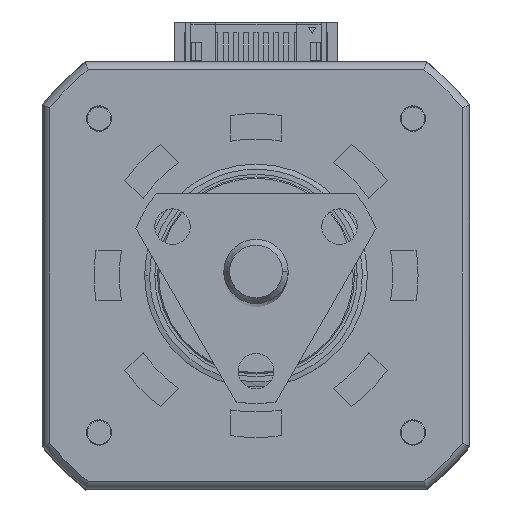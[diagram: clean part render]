
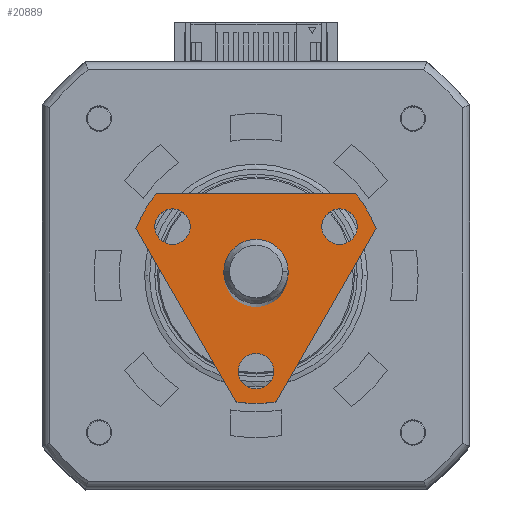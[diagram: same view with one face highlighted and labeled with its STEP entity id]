
A CAD part, top view. The second image highlights one B-rep face of the part: STEP entity #20889.
In plain terms, the highlighted planar face has unit normal (0, 0, 1).
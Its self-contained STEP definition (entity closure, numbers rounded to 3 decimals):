
#145 = DIRECTION ( 'NONE',  ( 0., 0., 1. ) ) ;
#295 = DIRECTION ( 'NONE',  ( -1., 0., 0. ) ) ;
#418 = AXIS2_PLACEMENT_3D ( 'NONE', #2144, #13451, #4956 ) ;
#1349 = VECTOR ( 'NONE', #8101, 1000. ) ;
#1484 = EDGE_CURVE ( 'NONE', #6944, #23426, #21045, .T. ) ;
#1489 = CIRCLE ( 'NONE', #24404, 12.7 ) ;
#2086 = CARTESIAN_POINT ( 'NONE',  ( 12.542, -1.996, 42.5 ) ) ;
#2144 = CARTESIAN_POINT ( 'NONE',  ( 9.525, 0., 42.5 ) ) ;
#2363 = CIRCLE ( 'NONE', #18757, 12.7 ) ;
#2428 = EDGE_CURVE ( 'NONE', #25456, #3355, #4349, .T. ) ;
#2514 = VECTOR ( 'NONE', #2644, 1000. ) ;
#2644 = DIRECTION ( 'NONE',  ( 0.866, -0.5, 0. ) ) ;
#2839 = CARTESIAN_POINT ( 'NONE',  ( 0., 0., 42.5 ) ) ;
#3355 = VERTEX_POINT ( 'NONE', #17389 ) ;
#3473 = CARTESIAN_POINT ( 'NONE',  ( 12.542, -1.996, 42.5 ) ) ;
#3683 = ORIENTED_EDGE ( 'NONE', *, *, #33791, .F. ) ;
#3874 = CARTESIAN_POINT ( 'NONE',  ( 0., 0., 42.5 ) ) ;
#4270 = ORIENTED_EDGE ( 'NONE', *, *, #17345, .F. ) ;
#4349 = CIRCLE ( 'NONE', #13252, 3. ) ;
#4732 = EDGE_CURVE ( 'NONE', #3355, #25456, #12439, .T. ) ;
#4956 = DIRECTION ( 'NONE',  ( -1., 0., 0. ) ) ;
#5047 = AXIS2_PLACEMENT_3D ( 'NONE', #18282, #32148, #29112 ) ;
#5793 = CARTESIAN_POINT ( 'NONE',  ( 11.275, 0., 42.5 ) ) ;
#5926 = AXIS2_PLACEMENT_3D ( 'NONE', #15247, #6777, #20766 ) ;
#5929 = VECTOR ( 'NONE', #34712, 1000. ) ;
#6196 = VERTEX_POINT ( 'NONE', #17159 ) ;
#6365 = ORIENTED_EDGE ( 'NONE', *, *, #22329, .F. ) ;
#6470 = DIRECTION ( 'NONE',  ( 0., 0., 1. ) ) ;
#6499 = VERTEX_POINT ( 'NONE', #14941 ) ;
#6681 = ORIENTED_EDGE ( 'NONE', *, *, #13378, .F. ) ;
#6777 = DIRECTION ( 'NONE',  ( 0., 0., -1. ) ) ;
#6866 = CIRCLE ( 'NONE', #22487, 12.7 ) ;
#6944 = VERTEX_POINT ( 'NONE', #5793 ) ;
#7163 = EDGE_LOOP ( 'NONE', ( #6365, #15774 ) ) ;
#7236 = CARTESIAN_POINT ( 'NONE',  ( 0., 0., 42.5 ) ) ;
#7321 = CARTESIAN_POINT ( 'NONE',  ( 7.775, 0., 42.5 ) ) ;
#7391 = ORIENTED_EDGE ( 'NONE', *, *, #4732, .F. ) ;
#7741 = CARTESIAN_POINT ( 'NONE',  ( -4.542, 11.86, 42.5 ) ) ;
#8101 = DIRECTION ( 'NONE',  ( -0.866, -0.5, 0. ) ) ;
#8512 = AXIS2_PLACEMENT_3D ( 'NONE', #20641, #34652, #9596 ) ;
#8727 = EDGE_CURVE ( 'NONE', #24542, #6196, #19410, .T. ) ;
#9000 = AXIS2_PLACEMENT_3D ( 'NONE', #16798, #145, #28201 ) ;
#9596 = DIRECTION ( 'NONE',  ( -1., 0., 0. ) ) ;
#9805 = CARTESIAN_POINT ( 'NONE',  ( -8., 9.864, 42.5 ) ) ;
#9834 = EDGE_CURVE ( 'NONE', #15854, #28774, #6866, .T. ) ;
#9974 = LINE ( 'NONE', #19465, #2514 ) ;
#9981 = CIRCLE ( 'NONE', #418, 1.75 ) ;
#9988 = CARTESIAN_POINT ( 'NONE',  ( 12.542, 1.996, 42.5 ) ) ;
#10039 = ORIENTED_EDGE ( 'NONE', *, *, #23325, .F. ) ;
#10489 = DIRECTION ( 'NONE',  ( -1., 0., 0. ) ) ;
#10910 = DIRECTION ( 'NONE',  ( -1., 0., 0. ) ) ;
#11921 = ORIENTED_EDGE ( 'NONE', *, *, #8727, .F. ) ;
#12140 = VERTEX_POINT ( 'NONE', #9988 ) ;
#12300 = DIRECTION ( 'NONE',  ( 1., 0., 0. ) ) ;
#12439 = CIRCLE ( 'NONE', #9000, 3. ) ;
#13252 = AXIS2_PLACEMENT_3D ( 'NONE', #3874, #6470, #29284 ) ;
#13368 = EDGE_CURVE ( 'NONE', #12140, #6499, #2363, .T. ) ;
#13378 = EDGE_CURVE ( 'NONE', #6196, #32036, #1489, .T. ) ;
#13451 = DIRECTION ( 'NONE',  ( 0., 0., 1. ) ) ;
#13597 = FACE_BOUND ( 'NONE', #26192, .T. ) ;
#13614 = DIRECTION ( 'NONE',  ( 0., 0., 1. ) ) ;
#13622 = CIRCLE ( 'NONE', #8512, 1.75 ) ;
#14262 = DIRECTION ( 'NONE',  ( 0., 0., -1. ) ) ;
#14297 = ORIENTED_EDGE ( 'NONE', *, *, #2428, .F. ) ;
#14663 = VERTEX_POINT ( 'NONE', #20691 ) ;
#14679 = DIRECTION ( 'NONE',  ( 1., 0., 0. ) ) ;
#14941 = CARTESIAN_POINT ( 'NONE',  ( 12.7, 0., 42.5 ) ) ;
#15247 = CARTESIAN_POINT ( 'NONE',  ( 0., 0., 42.5 ) ) ;
#15774 = ORIENTED_EDGE ( 'NONE', *, *, #17340, .F. ) ;
#15792 = AXIS2_PLACEMENT_3D ( 'NONE', #23646, #31874, #24260 ) ;
#15854 = VERTEX_POINT ( 'NONE', #9805 ) ;
#16161 = CARTESIAN_POINT ( 'NONE',  ( 3., 0., 42.5 ) ) ;
#16212 = FACE_BOUND ( 'NONE', #7163, .T. ) ;
#16470 = CARTESIAN_POINT ( 'NONE',  ( -6.512, 8.249, 42.5 ) ) ;
#16642 = FACE_OUTER_BOUND ( 'NONE', #23731, .T. ) ;
#16798 = CARTESIAN_POINT ( 'NONE',  ( 0., 0., 42.5 ) ) ;
#16949 = PLANE ( 'NONE',  #31611 ) ;
#17159 = CARTESIAN_POINT ( 'NONE',  ( -4.542, -11.86, 42.5 ) ) ;
#17224 = AXIS2_PLACEMENT_3D ( 'NONE', #18696, #24209, #10489 ) ;
#17340 = EDGE_CURVE ( 'NONE', #18594, #14663, #13622, .T. ) ;
#17345 = EDGE_CURVE ( 'NONE', #6499, #24542, #32024, .T. ) ;
#17389 = CARTESIAN_POINT ( 'NONE',  ( -3., 0., 42.5 ) ) ;
#18282 = CARTESIAN_POINT ( 'NONE',  ( -4.762, -8.249, 42.5 ) ) ;
#18435 = EDGE_CURVE ( 'NONE', #20625, #18482, #24515, .T. ) ;
#18482 = VERTEX_POINT ( 'NONE', #35205 ) ;
#18594 = VERTEX_POINT ( 'NONE', #28727 ) ;
#18696 = CARTESIAN_POINT ( 'NONE',  ( 9.525, 0., 42.5 ) ) ;
#18757 = AXIS2_PLACEMENT_3D ( 'NONE', #21216, #34869, #26373 ) ;
#19410 = LINE ( 'NONE', #2086, #1349 ) ;
#19465 = CARTESIAN_POINT ( 'NONE',  ( -4.542, 11.86, 42.5 ) ) ;
#20625 = VERTEX_POINT ( 'NONE', #16470 ) ;
#20641 = CARTESIAN_POINT ( 'NONE',  ( -4.762, -8.249, 42.5 ) ) ;
#20691 = CARTESIAN_POINT ( 'NONE',  ( -6.512, -8.249, 42.5 ) ) ;
#20766 = DIRECTION ( 'NONE',  ( 1., 0., 0. ) ) ;
#20788 = ORIENTED_EDGE ( 'NONE', *, *, #34957, .F. ) ;
#20834 = CARTESIAN_POINT ( 'NONE',  ( -8., 0., 42.5 ) ) ;
#20889 = ADVANCED_FACE ( 'NONE', ( #16642, #13597, #31144, #16212, #35082 ), #16949, .F. ) ;
#21045 = CIRCLE ( 'NONE', #17224, 1.75 ) ;
#21216 = CARTESIAN_POINT ( 'NONE',  ( 0., 0., 42.5 ) ) ;
#22314 = ORIENTED_EDGE ( 'NONE', *, *, #18435, .F. ) ;
#22329 = EDGE_CURVE ( 'NONE', #14663, #18594, #26597, .T. ) ;
#22487 = AXIS2_PLACEMENT_3D ( 'NONE', #23223, #31817, #14679 ) ;
#23223 = CARTESIAN_POINT ( 'NONE',  ( 0., 0., 42.5 ) ) ;
#23325 = EDGE_CURVE ( 'NONE', #32036, #15854, #33609, .T. ) ;
#23426 = VERTEX_POINT ( 'NONE', #7321 ) ;
#23646 = CARTESIAN_POINT ( 'NONE',  ( -4.762, 8.249, 42.5 ) ) ;
#23731 = EDGE_LOOP ( 'NONE', ( #24987, #10039, #6681, #11921, #4270, #25038, #32686 ) ) ;
#24209 = DIRECTION ( 'NONE',  ( 0., 0., 1. ) ) ;
#24260 = DIRECTION ( 'NONE',  ( -1., 0., 0. ) ) ;
#24285 = EDGE_LOOP ( 'NONE', ( #20788, #25371 ) ) ;
#24404 = AXIS2_PLACEMENT_3D ( 'NONE', #7236, #29221, #12300 ) ;
#24515 = CIRCLE ( 'NONE', #15792, 1.75 ) ;
#24542 = VERTEX_POINT ( 'NONE', #3473 ) ;
#24987 = ORIENTED_EDGE ( 'NONE', *, *, #9834, .F. ) ;
#25038 = ORIENTED_EDGE ( 'NONE', *, *, #13368, .F. ) ;
#25070 = AXIS2_PLACEMENT_3D ( 'NONE', #30529, #13614, #10910 ) ;
#25371 = ORIENTED_EDGE ( 'NONE', *, *, #1484, .F. ) ;
#25456 = VERTEX_POINT ( 'NONE', #16161 ) ;
#25653 = EDGE_CURVE ( 'NONE', #28774, #12140, #9974, .T. ) ;
#26192 = EDGE_LOOP ( 'NONE', ( #22314, #3683 ) ) ;
#26373 = DIRECTION ( 'NONE',  ( 1., 0., 0. ) ) ;
#26597 = CIRCLE ( 'NONE', #5047, 1.75 ) ;
#28201 = DIRECTION ( 'NONE',  ( 1., 0., 0. ) ) ;
#28727 = CARTESIAN_POINT ( 'NONE',  ( -3.012, -8.249, 42.5 ) ) ;
#28774 = VERTEX_POINT ( 'NONE', #7741 ) ;
#29053 = EDGE_LOOP ( 'NONE', ( #14297, #7391 ) ) ;
#29112 = DIRECTION ( 'NONE',  ( -1., 0., 0. ) ) ;
#29221 = DIRECTION ( 'NONE',  ( 0., 0., -1. ) ) ;
#29284 = DIRECTION ( 'NONE',  ( 1., 0., 0. ) ) ;
#30529 = CARTESIAN_POINT ( 'NONE',  ( -4.762, 8.249, 42.5 ) ) ;
#30708 = CIRCLE ( 'NONE', #25070, 1.75 ) ;
#31144 = FACE_BOUND ( 'NONE', #24285, .T. ) ;
#31611 = AXIS2_PLACEMENT_3D ( 'NONE', #2839, #14262, #295 ) ;
#31817 = DIRECTION ( 'NONE',  ( 0., 0., -1. ) ) ;
#31874 = DIRECTION ( 'NONE',  ( 0., 0., 1. ) ) ;
#32024 = CIRCLE ( 'NONE', #5926, 12.7 ) ;
#32036 = VERTEX_POINT ( 'NONE', #35276 ) ;
#32148 = DIRECTION ( 'NONE',  ( 0., 0., 1. ) ) ;
#32686 = ORIENTED_EDGE ( 'NONE', *, *, #25653, .F. ) ;
#33609 = LINE ( 'NONE', #20834, #5929 ) ;
#33791 = EDGE_CURVE ( 'NONE', #18482, #20625, #30708, .T. ) ;
#34652 = DIRECTION ( 'NONE',  ( 0., 0., 1. ) ) ;
#34712 = DIRECTION ( 'NONE',  ( 0., 1., 0. ) ) ;
#34869 = DIRECTION ( 'NONE',  ( 0., 0., -1. ) ) ;
#34957 = EDGE_CURVE ( 'NONE', #23426, #6944, #9981, .T. ) ;
#35082 = FACE_BOUND ( 'NONE', #29053, .T. ) ;
#35205 = CARTESIAN_POINT ( 'NONE',  ( -3.012, 8.249, 42.5 ) ) ;
#35276 = CARTESIAN_POINT ( 'NONE',  ( -8., -9.864, 42.5 ) ) ;
